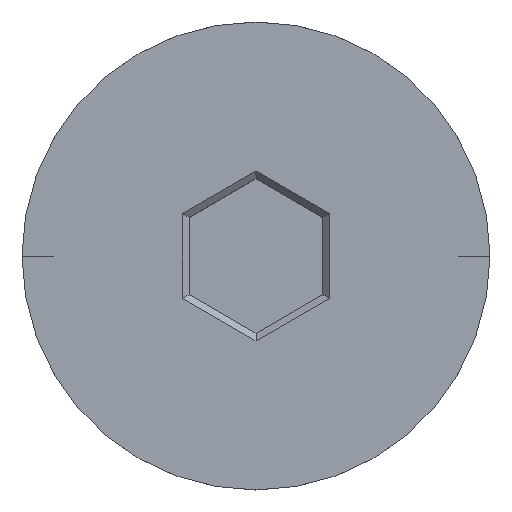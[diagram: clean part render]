
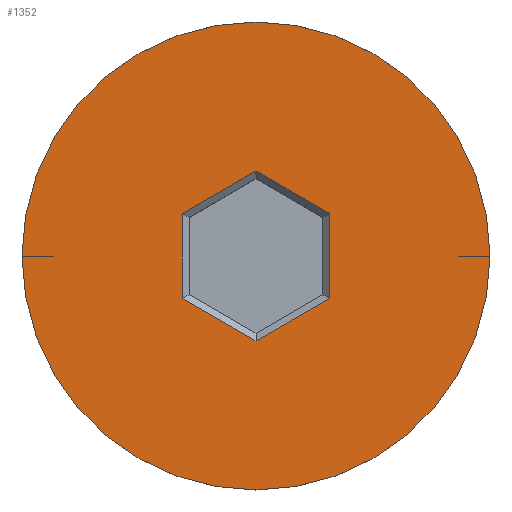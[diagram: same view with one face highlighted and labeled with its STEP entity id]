
A CAD part, top view. The second image highlights one B-rep face of the part: STEP entity #1352.
In plain terms, the highlighted planar face has unit normal (0, 0, 1).
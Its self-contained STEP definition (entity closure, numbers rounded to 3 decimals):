
#32 = VERTEX_POINT ( 'NONE', #595 ) ;
#34 = VERTEX_POINT ( 'NONE', #354 ) ;
#42 = EDGE_LOOP ( 'NONE', ( #1277, #416 ) ) ;
#47 = VERTEX_POINT ( 'NONE', #1428 ) ;
#52 = EDGE_CURVE ( 'NONE', #32, #34, #292, .T. ) ;
#60 = CARTESIAN_POINT ( 'NONE',  ( 1.1, 0.635, 0. ) ) ;
#78 = DIRECTION ( 'NONE',  ( 0., 0., 1. ) ) ;
#83 = EDGE_CURVE ( 'NONE', #594, #1430, #328, .T. ) ;
#85 = FACE_BOUND ( 'NONE', #1406, .T. ) ;
#108 = VECTOR ( 'NONE', #806, 1000. ) ;
#119 = EDGE_CURVE ( 'NONE', #386, #853, #704, .T. ) ;
#171 = EDGE_CURVE ( 'NONE', #853, #1206, #231, .T. ) ;
#188 = AXIS2_PLACEMENT_3D ( 'NONE', #336, #1072, #818 ) ;
#197 = EDGE_CURVE ( 'NONE', #1430, #386, #1024, .T. ) ;
#213 = CARTESIAN_POINT ( 'NONE',  ( 0.05, -1.241, 0. ) ) ;
#231 = LINE ( 'NONE', #1349, #519 ) ;
#248 = CARTESIAN_POINT ( 'NONE',  ( -1.1, 0.577, 0. ) ) ;
#292 = CIRCLE ( 'NONE', #188, 3.5 ) ;
#328 = LINE ( 'NONE', #825, #985 ) ;
#334 = AXIS2_PLACEMENT_3D ( 'NONE', #1446, #78, #705 ) ;
#336 = CARTESIAN_POINT ( 'NONE',  ( 0., 0., 0. ) ) ;
#354 = CARTESIAN_POINT ( 'NONE',  ( -3.5, 0., 0. ) ) ;
#386 = VERTEX_POINT ( 'NONE', #1294 ) ;
#399 = ORIENTED_EDGE ( 'NONE', *, *, #119, .T. ) ;
#416 = ORIENTED_EDGE ( 'NONE', *, *, #1331, .T. ) ;
#451 = ORIENTED_EDGE ( 'NONE', *, *, #867, .T. ) ;
#481 = DIRECTION ( 'NONE',  ( 0.866, -0.5, 0. ) ) ;
#508 = ORIENTED_EDGE ( 'NONE', *, *, #83, .T. ) ;
#519 = VECTOR ( 'NONE', #481, 1000. ) ;
#540 = CIRCLE ( 'NONE', #334, 3.5 ) ;
#594 = VERTEX_POINT ( 'NONE', #637 ) ;
#595 = CARTESIAN_POINT ( 'NONE',  ( 3.5, 0., 0. ) ) ;
#596 = DIRECTION ( 'NONE',  ( 1., 0., 0. ) ) ;
#597 = DIRECTION ( 'NONE',  ( -0.866, -0.5, 0. ) ) ;
#598 = ORIENTED_EDGE ( 'NONE', *, *, #746, .T. ) ;
#605 = CARTESIAN_POINT ( 'NONE',  ( 0., 0., 0. ) ) ;
#607 = CARTESIAN_POINT ( 'NONE',  ( 0., 1.27, 0. ) ) ;
#637 = CARTESIAN_POINT ( 'NONE',  ( 0., -1.27, 0. ) ) ;
#704 = LINE ( 'NONE', #1202, #108 ) ;
#705 = DIRECTION ( 'NONE',  ( 1., 0., 0. ) ) ;
#746 = EDGE_CURVE ( 'NONE', #1206, #47, #1293, .T. ) ;
#806 = DIRECTION ( 'NONE',  ( 0.866, 0.5, 0. ) ) ;
#818 = DIRECTION ( 'NONE',  ( 1., 0., 0. ) ) ;
#819 = FACE_OUTER_BOUND ( 'NONE', #42, .T. ) ;
#825 = CARTESIAN_POINT ( 'NONE',  ( -1.05, -0.664, 0. ) ) ;
#834 = ORIENTED_EDGE ( 'NONE', *, *, #171, .T. ) ;
#853 = VERTEX_POINT ( 'NONE', #607 ) ;
#867 = EDGE_CURVE ( 'NONE', #47, #594, #1096, .T. ) ;
#940 = DIRECTION ( 'NONE',  ( 0., 0., 1. ) ) ;
#985 = VECTOR ( 'NONE', #1324, 1000. ) ;
#1014 = VECTOR ( 'NONE', #1532, 1000. ) ;
#1024 = LINE ( 'NONE', #248, #1224 ) ;
#1065 = PLANE ( 'NONE',  #1519 ) ;
#1072 = DIRECTION ( 'NONE',  ( 0., 0., 1. ) ) ;
#1096 = LINE ( 'NONE', #213, #1097 ) ;
#1097 = VECTOR ( 'NONE', #597, 1000. ) ;
#1171 = CARTESIAN_POINT ( 'NONE',  ( 1.1, -0.577, 0. ) ) ;
#1202 = CARTESIAN_POINT ( 'NONE',  ( -0.05, 1.241, 0. ) ) ;
#1206 = VERTEX_POINT ( 'NONE', #60 ) ;
#1224 = VECTOR ( 'NONE', #1471, 1000. ) ;
#1277 = ORIENTED_EDGE ( 'NONE', *, *, #52, .T. ) ;
#1293 = LINE ( 'NONE', #1171, #1014 ) ;
#1294 = CARTESIAN_POINT ( 'NONE',  ( -1.1, 0.635, 0. ) ) ;
#1324 = DIRECTION ( 'NONE',  ( -0.866, 0.5, 0. ) ) ;
#1331 = EDGE_CURVE ( 'NONE', #34, #32, #540, .T. ) ;
#1349 = CARTESIAN_POINT ( 'NONE',  ( 1.05, 0.664, 0. ) ) ;
#1352 = ADVANCED_FACE ( 'NONE', ( #85, #819 ), #1065, .T. ) ;
#1392 = ORIENTED_EDGE ( 'NONE', *, *, #197, .T. ) ;
#1406 = EDGE_LOOP ( 'NONE', ( #1392, #399, #834, #598, #451, #508 ) ) ;
#1428 = CARTESIAN_POINT ( 'NONE',  ( 1.1, -0.635, 0. ) ) ;
#1430 = VERTEX_POINT ( 'NONE', #1481 ) ;
#1446 = CARTESIAN_POINT ( 'NONE',  ( 0., 0., 0. ) ) ;
#1471 = DIRECTION ( 'NONE',  ( 0., 1., 0. ) ) ;
#1481 = CARTESIAN_POINT ( 'NONE',  ( -1.1, -0.635, 0. ) ) ;
#1519 = AXIS2_PLACEMENT_3D ( 'NONE', #605, #940, #596 ) ;
#1532 = DIRECTION ( 'NONE',  ( 0., -1., 0. ) ) ;
